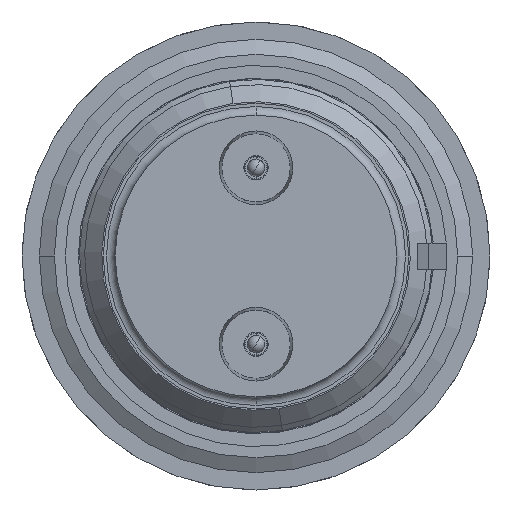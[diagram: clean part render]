
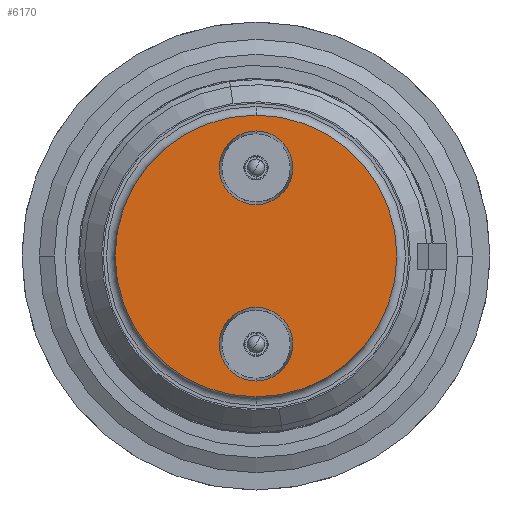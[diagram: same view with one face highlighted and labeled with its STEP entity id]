
A CAD part, front view. The second image highlights one B-rep face of the part: STEP entity #6170.
In plain terms, the highlighted planar face has unit normal (0, -1, 0).
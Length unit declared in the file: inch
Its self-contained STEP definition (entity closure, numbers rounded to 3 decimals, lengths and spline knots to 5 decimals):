
#100 = CARTESIAN_POINT ( 'NONE',  ( 0., -0.75021, 0. ) ) ;
#101 = DIRECTION ( 'NONE',  ( 0., 1., 0. ) ) ;
#102 = DIRECTION ( 'NONE',  ( 0., 0., 1. ) ) ;
#329 = EDGE_CURVE ( 'NONE', #4986, #5246, #3024, .T. ) ;
#372 = EDGE_CURVE ( 'NONE', #5597, #4989, #2989, .T. ) ;
#457 = EDGE_CURVE ( 'NONE', #5284, #5127, #3058, .T. ) ;
#497 = EDGE_CURVE ( 'NONE', #5127, #5284, #2870, .T. ) ;
#548 = EDGE_CURVE ( 'NONE', #4989, #5597, #2705, .T. ) ;
#659 = AXIS2_PLACEMENT_3D ( 'NONE', #1857, #1854, #1864 ) ;
#865 = CARTESIAN_POINT ( 'NONE',  ( 0., -0.75021, -0.2035 ) ) ;
#866 = DIRECTION ( 'NONE',  ( 0., -1., 0. ) ) ;
#867 = DIRECTION ( 'NONE',  ( 0., 0., -1. ) ) ;
#1079 = CARTESIAN_POINT ( 'NONE',  ( 0., -0.75021, 0.2035 ) ) ;
#1080 = DIRECTION ( 'NONE',  ( 0., -1., 0. ) ) ;
#1081 = DIRECTION ( 'NONE',  ( 0., 0., -1. ) ) ;
#1250 = EDGE_CURVE ( 'NONE', #5246, #4986, #2517, .T. ) ;
#1371 = CARTESIAN_POINT ( 'NONE',  ( 0., -0.75021, -0.2035 ) ) ;
#1372 = DIRECTION ( 'NONE',  ( 0., -1., 0. ) ) ;
#1373 = DIRECTION ( 'NONE',  ( 0., 0., -1. ) ) ;
#1854 = DIRECTION ( 'NONE',  ( 0., -1., 0. ) ) ;
#1857 = CARTESIAN_POINT ( 'NONE',  ( -0.325, -0.75021, 0. ) ) ;
#1858 = FACE_BOUND ( 'NONE', #5335, .T. ) ;
#1860 = FACE_BOUND ( 'NONE', #5080, .T. ) ;
#1861 = FACE_OUTER_BOUND ( 'NONE', #5186, .T. ) ;
#1862 = PLANE ( 'NONE',  #659 ) ;
#1864 = DIRECTION ( 'NONE',  ( 0., 0., -1. ) ) ;
#2147 = CARTESIAN_POINT ( 'NONE',  ( 0., -0.75021, -0.325 ) ) ;
#2150 = CARTESIAN_POINT ( 'NONE',  ( 0., -0.75021, -0.2885 ) ) ;
#2178 = CARTESIAN_POINT ( 'NONE',  ( 0., -0.75021, 0.1185 ) ) ;
#2517 = CIRCLE ( 'NONE', #2526, 0.325 ) ;
#2526 = AXIS2_PLACEMENT_3D ( 'NONE', #100, #101, #102 ) ;
#2650 = AXIS2_PLACEMENT_3D ( 'NONE', #5918, #5919, #5920 ) ;
#2705 = CIRCLE ( 'NONE', #3221, 0.085 ) ;
#2870 = CIRCLE ( 'NONE', #2967, 0.085 ) ;
#2967 = AXIS2_PLACEMENT_3D ( 'NONE', #4526, #4527, #4528 ) ;
#2989 = CIRCLE ( 'NONE', #3161, 0.085 ) ;
#2998 = AXIS2_PLACEMENT_3D ( 'NONE', #1079, #1080, #1081 ) ;
#3024 = CIRCLE ( 'NONE', #2650, 0.325 ) ;
#3058 = CIRCLE ( 'NONE', #2998, 0.085 ) ;
#3161 = AXIS2_PLACEMENT_3D ( 'NONE', #865, #866, #867 ) ;
#3221 = AXIS2_PLACEMENT_3D ( 'NONE', #1371, #1372, #1373 ) ;
#3867 = CARTESIAN_POINT ( 'NONE',  ( 0., -0.75021, 0.325 ) ) ;
#3896 = CARTESIAN_POINT ( 'NONE',  ( 0., -0.75021, 0.2885 ) ) ;
#3978 = CARTESIAN_POINT ( 'NONE',  ( 0., -0.75021, -0.1185 ) ) ;
#4526 = CARTESIAN_POINT ( 'NONE',  ( 0., -0.75021, 0.2035 ) ) ;
#4527 = DIRECTION ( 'NONE',  ( 0., -1., 0. ) ) ;
#4528 = DIRECTION ( 'NONE',  ( 0., 0., -1. ) ) ;
#4986 = VERTEX_POINT ( 'NONE', #2147 ) ;
#4989 = VERTEX_POINT ( 'NONE', #2150 ) ;
#5047 = ORIENTED_EDGE ( 'NONE', *, *, #329, .F. ) ;
#5080 = EDGE_LOOP ( 'NONE', ( #5459, #5786 ) ) ;
#5127 = VERTEX_POINT ( 'NONE', #2178 ) ;
#5186 = EDGE_LOOP ( 'NONE', ( #5664, #5047 ) ) ;
#5246 = VERTEX_POINT ( 'NONE', #3867 ) ;
#5284 = VERTEX_POINT ( 'NONE', #3896 ) ;
#5335 = EDGE_LOOP ( 'NONE', ( #5471, #5457 ) ) ;
#5457 = ORIENTED_EDGE ( 'NONE', *, *, #372, .F. ) ;
#5459 = ORIENTED_EDGE ( 'NONE', *, *, #497, .F. ) ;
#5471 = ORIENTED_EDGE ( 'NONE', *, *, #548, .F. ) ;
#5597 = VERTEX_POINT ( 'NONE', #3978 ) ;
#5664 = ORIENTED_EDGE ( 'NONE', *, *, #1250, .F. ) ;
#5786 = ORIENTED_EDGE ( 'NONE', *, *, #457, .F. ) ;
#5918 = CARTESIAN_POINT ( 'NONE',  ( 0., -0.75021, 0. ) ) ;
#5919 = DIRECTION ( 'NONE',  ( 0., 1., 0. ) ) ;
#5920 = DIRECTION ( 'NONE',  ( 0., 0., 1. ) ) ;
#6170 = ADVANCED_FACE ( 'NONE', ( #1858, #1860, #1861 ), #1862, .T. ) ;
